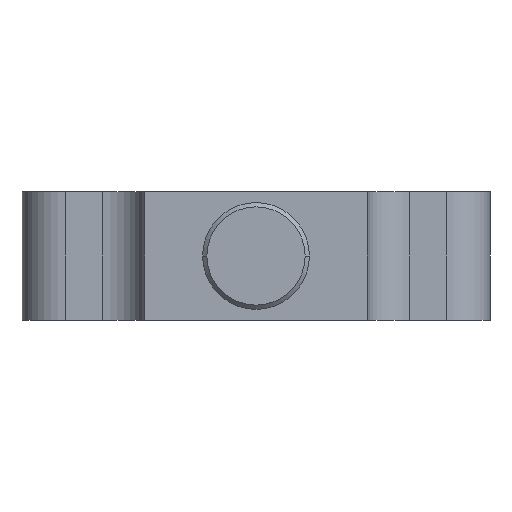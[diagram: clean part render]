
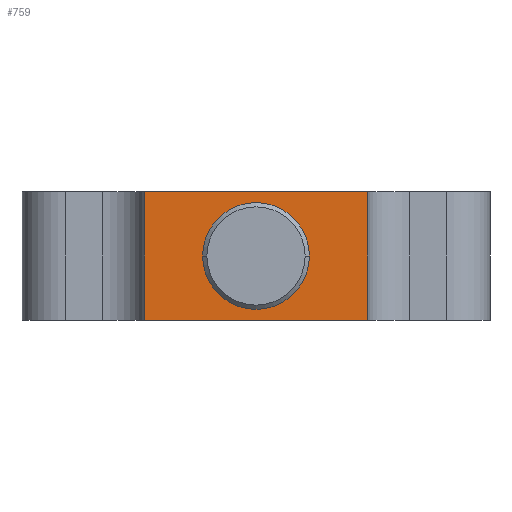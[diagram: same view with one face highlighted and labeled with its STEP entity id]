
A CAD part, left-side view. The second image highlights one B-rep face of the part: STEP entity #759.
In plain terms, the highlighted planar face has unit normal (-1, 0, 0).
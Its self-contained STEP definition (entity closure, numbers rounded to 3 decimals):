
#205 = VERTEX_POINT ( 'NONE', #1166 ) ;
#216 = VERTEX_POINT ( 'NONE', #1214 ) ;
#217 = EDGE_CURVE ( 'NONE', #205, #216, #1213, .T. ) ;
#269 = VERTEX_POINT ( 'NONE', #1309 ) ;
#294 = VERTEX_POINT ( 'NONE', #1379 ) ;
#299 = EDGE_CURVE ( 'NONE', #294, #269, #1373, .T. ) ;
#561 = VERTEX_POINT ( 'NONE', #1783 ) ;
#563 = VERTEX_POINT ( 'NONE', #1782 ) ;
#564 = EDGE_CURVE ( 'NONE', #561, #563, #1781, .T. ) ;
#691 = ORIENTED_EDGE ( 'NONE', *, *, #700, .F. ) ;
#700 = EDGE_CURVE ( 'NONE', #269, #205, #2044, .T. ) ;
#742 = ORIENTED_EDGE ( 'NONE', *, *, #299, .F. ) ;
#743 = ORIENTED_EDGE ( 'NONE', *, *, #758, .F. ) ;
#758 = EDGE_CURVE ( 'NONE', #216, #294, #2090, .T. ) ;
#759 = ADVANCED_FACE ( 'NONE', ( #2153, #2152 ), #2151, .T. ) ;
#760 = EDGE_LOOP ( 'NONE', ( #761, #763 ) ) ;
#761 = ORIENTED_EDGE ( 'NONE', *, *, #762, .F. ) ;
#762 = EDGE_CURVE ( 'NONE', #563, #561, #2146, .T. ) ;
#763 = ORIENTED_EDGE ( 'NONE', *, *, #564, .F. ) ;
#764 = EDGE_LOOP ( 'NONE', ( #765, #691, #742, #743 ) ) ;
#765 = ORIENTED_EDGE ( 'NONE', *, *, #217, .F. ) ;
#1166 = CARTESIAN_POINT ( 'NONE',  ( -66., 26., 30. ) ) ;
#1210 = DIRECTION ( 'NONE',  ( 0., -1., 0. ) ) ;
#1211 = VECTOR ( 'NONE', #1210, 1000. ) ;
#1212 = CARTESIAN_POINT ( 'NONE',  ( -66., 26., 30. ) ) ;
#1213 = LINE ( 'NONE', #1212, #1211 ) ;
#1214 = CARTESIAN_POINT ( 'NONE',  ( -66., -26., 30. ) ) ;
#1309 = CARTESIAN_POINT ( 'NONE',  ( -66., 26., 0. ) ) ;
#1370 = DIRECTION ( 'NONE',  ( 0., 1., 0. ) ) ;
#1371 = VECTOR ( 'NONE', #1370, 1000. ) ;
#1372 = CARTESIAN_POINT ( 'NONE',  ( -66., 26., 0. ) ) ;
#1373 = LINE ( 'NONE', #1372, #1371 ) ;
#1379 = CARTESIAN_POINT ( 'NONE',  ( -66., -26., 0. ) ) ;
#1777 = DIRECTION ( 'NONE',  ( 0., -1., 0. ) ) ;
#1778 = DIRECTION ( 'NONE',  ( -1., 0., 0. ) ) ;
#1779 = CARTESIAN_POINT ( 'NONE',  ( -66., 0., 15. ) ) ;
#1780 = AXIS2_PLACEMENT_3D ( 'NONE', #1779, #1778, #1777 ) ;
#1781 = CIRCLE ( 'NONE', #1780, 12.5 ) ;
#1782 = CARTESIAN_POINT ( 'NONE',  ( -66., 12.5, 15. ) ) ;
#1783 = CARTESIAN_POINT ( 'NONE',  ( -66., -12.5, 15. ) ) ;
#2041 = DIRECTION ( 'NONE',  ( 0., 0., 1. ) ) ;
#2042 = VECTOR ( 'NONE', #2041, 1000. ) ;
#2043 = CARTESIAN_POINT ( 'NONE',  ( -66., 26., 30. ) ) ;
#2044 = LINE ( 'NONE', #2043, #2042 ) ;
#2089 = CARTESIAN_POINT ( 'NONE',  ( -66., -26., 30. ) ) ;
#2090 = LINE ( 'NONE', #2089, #2155 ) ;
#2142 = DIRECTION ( 'NONE',  ( 0., -1., 0. ) ) ;
#2143 = DIRECTION ( 'NONE',  ( -1., 0., 0. ) ) ;
#2144 = CARTESIAN_POINT ( 'NONE',  ( -66., 0., 15. ) ) ;
#2145 = AXIS2_PLACEMENT_3D ( 'NONE', #2144, #2143, #2142 ) ;
#2146 = CIRCLE ( 'NONE', #2145, 12.5 ) ;
#2147 = DIRECTION ( 'NONE',  ( 0., 1., 0. ) ) ;
#2148 = DIRECTION ( 'NONE',  ( -1., 0., 0. ) ) ;
#2149 = CARTESIAN_POINT ( 'NONE',  ( -66., -26., 30. ) ) ;
#2150 = AXIS2_PLACEMENT_3D ( 'NONE', #2149, #2148, #2147 ) ;
#2151 = PLANE ( 'NONE',  #2150 ) ;
#2152 = FACE_OUTER_BOUND ( 'NONE', #764, .T. ) ;
#2153 = FACE_BOUND ( 'NONE', #760, .T. ) ;
#2154 = DIRECTION ( 'NONE',  ( 0., 0., -1. ) ) ;
#2155 = VECTOR ( 'NONE', #2154, 1000. ) ;
